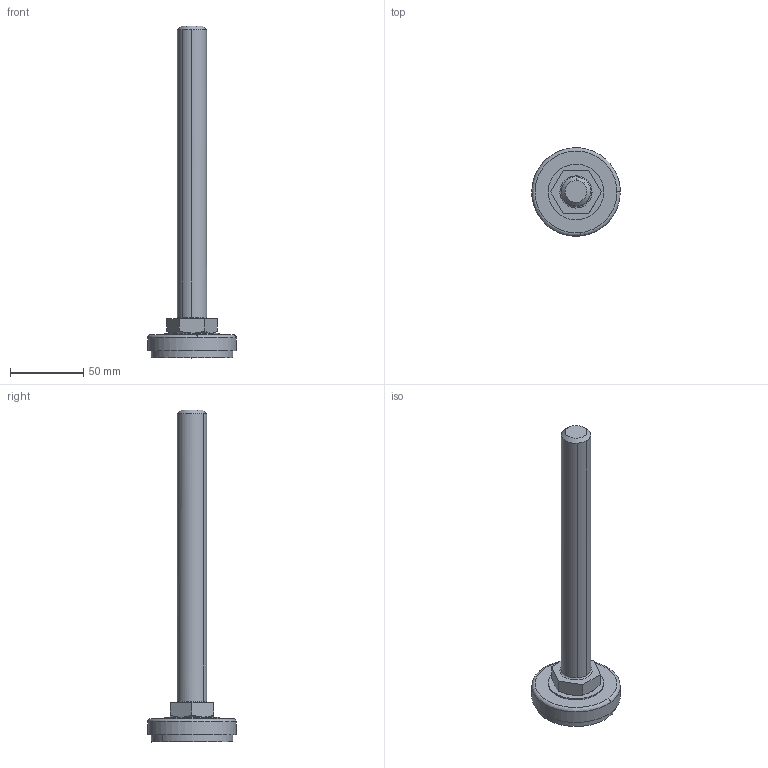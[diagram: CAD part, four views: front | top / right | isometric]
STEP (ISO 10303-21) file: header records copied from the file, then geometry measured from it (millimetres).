
FILE_DESCRIPTION((''),'2;1');
FILE_NAME('','2005-12-15T09:34:42',(''),(''),'','CADfix','');
FILE_SCHEMA(('AUTOMOTIVE_DESIGN'));
Length unit declared in the file: millimetre
Products named in the file (7): washer; rubber pad; retainer; cover; center core; bolt; TM_73L_5344_36
Assembly tree (6 placements, depth 2):
  TM_73L_5344_36
    washer
    rubber pad
    retainer
    cover
    center core
    bolt
Bounding box: 60.5 x 60.42 x 227 mm (x, y, z)
Volume: 112001.8 mm3; surface area: 41039.1 mm2
Topology: 6 solids, 6 shells, 119 faces, 358 edges, 260 vertices
Faces by surface type: bspline 119
Entity records: 4670 total; most frequent: CARTESIAN_POINT 2555, ORIENTED_EDGE 716, EDGE_CURVE 358, VERTEX_POINT 260, QUASI_UNIFORM_CURVE 136, EDGE_LOOP 136, FACE_OUTER_BOUND 119, ADVANCED_FACE 119
